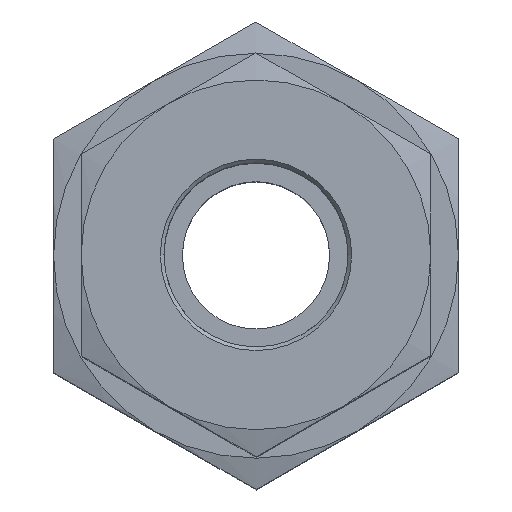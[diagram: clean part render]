
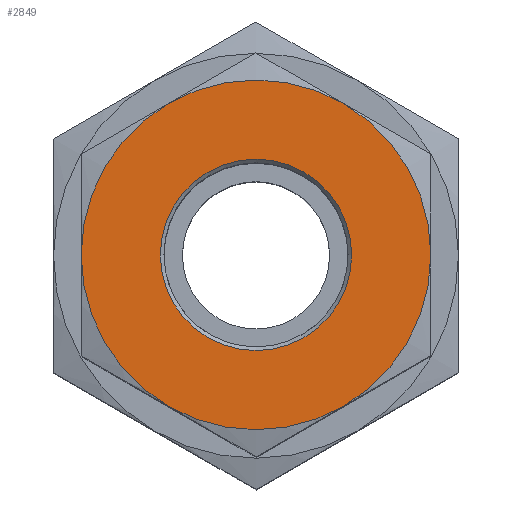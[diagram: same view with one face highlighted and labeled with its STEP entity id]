
A CAD part, top view. The second image highlights one B-rep face of the part: STEP entity #2849.
In plain terms, the highlighted planar face has unit normal (0, 0, 1).
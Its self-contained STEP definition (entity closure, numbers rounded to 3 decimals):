
#2753=CARTESIAN_POINT('',(5.2,0.,15.5));
#2754=VERTEX_POINT('',#2753);
#2755=CARTESIAN_POINT('',(0.0,0.0,15.5));
#2756=DIRECTION('',(0.0,0.0,1.0));
#2757=DIRECTION('',(-1.0,0.0,0.0));
#2758=AXIS2_PLACEMENT_3D('',#2755,#2756,#2757);
#2759=CIRCLE('',#2758,5.2);
#2760=EDGE_CURVE('',#2754,#2754,#2759,.T.);
#2785=CARTESIAN_POINT('',(0.,0.,15.5));
#2786=DIRECTION('',(0.0,0.0,1.0));
#2787=DIRECTION('',(1.0,0.0,0.0));
#2788=AXIS2_PLACEMENT_3D('',#2785,#2786,#2787);
#2789=PLANE('',#2788);
#2790=CARTESIAN_POINT('',(-4.75,-8.227,15.5));
#2791=VERTEX_POINT('',#2790);
#2792=CARTESIAN_POINT('',(4.75,-8.227,15.5));
#2793=VERTEX_POINT('',#2792);
#2794=CARTESIAN_POINT('',(0.0,0.0,15.5));
#2795=DIRECTION('',(0.0,0.0,1.0));
#2796=DIRECTION('',(-0.5,-0.866,0.0));
#2797=AXIS2_PLACEMENT_3D('',#2794,#2795,#2796);
#2798=CIRCLE('',#2797,9.5);
#2799=EDGE_CURVE('',#2791,#2793,#2798,.T.);
#2800=ORIENTED_EDGE('',*,*,#2799,.T.);
#2801=CARTESIAN_POINT('',(9.5,0.,15.5));
#2802=VERTEX_POINT('',#2801);
#2803=CARTESIAN_POINT('',(0.0,0.0,15.5));
#2804=DIRECTION('',(0.0,0.0,1.0));
#2805=DIRECTION('',(-0.5,-0.866,0.0));
#2806=AXIS2_PLACEMENT_3D('',#2803,#2804,#2805);
#2807=CIRCLE('',#2806,9.5);
#2808=EDGE_CURVE('',#2793,#2802,#2807,.T.);
#2809=ORIENTED_EDGE('',*,*,#2808,.T.);
#2810=CARTESIAN_POINT('',(4.75,8.227,15.5));
#2811=VERTEX_POINT('',#2810);
#2812=CARTESIAN_POINT('',(0.0,0.0,15.5));
#2813=DIRECTION('',(0.0,0.0,1.0));
#2814=DIRECTION('',(-0.5,-0.866,0.0));
#2815=AXIS2_PLACEMENT_3D('',#2812,#2813,#2814);
#2816=CIRCLE('',#2815,9.5);
#2817=EDGE_CURVE('',#2802,#2811,#2816,.T.);
#2818=ORIENTED_EDGE('',*,*,#2817,.T.);
#2819=CARTESIAN_POINT('',(-4.75,8.227,15.5));
#2820=VERTEX_POINT('',#2819);
#2821=CARTESIAN_POINT('',(0.0,0.0,15.5));
#2822=DIRECTION('',(0.0,0.0,1.0));
#2823=DIRECTION('',(-0.5,-0.866,0.0));
#2824=AXIS2_PLACEMENT_3D('',#2821,#2822,#2823);
#2825=CIRCLE('',#2824,9.5);
#2826=EDGE_CURVE('',#2811,#2820,#2825,.T.);
#2827=ORIENTED_EDGE('',*,*,#2826,.T.);
#2828=CARTESIAN_POINT('',(-9.5,0.0,15.5));
#2829=VERTEX_POINT('',#2828);
#2830=CARTESIAN_POINT('',(0.0,0.0,15.5));
#2831=DIRECTION('',(0.0,0.0,1.0));
#2832=DIRECTION('',(-0.5,-0.866,0.0));
#2833=AXIS2_PLACEMENT_3D('',#2830,#2831,#2832);
#2834=CIRCLE('',#2833,9.5);
#2835=EDGE_CURVE('',#2820,#2829,#2834,.T.);
#2836=ORIENTED_EDGE('',*,*,#2835,.T.);
#2837=CARTESIAN_POINT('',(0.0,0.0,15.5));
#2838=DIRECTION('',(0.0,0.0,1.0));
#2839=DIRECTION('',(-0.5,-0.866,0.0));
#2840=AXIS2_PLACEMENT_3D('',#2837,#2838,#2839);
#2841=CIRCLE('',#2840,9.5);
#2842=EDGE_CURVE('',#2829,#2791,#2841,.T.);
#2843=ORIENTED_EDGE('',*,*,#2842,.T.);
#2844=EDGE_LOOP('',(#2800,#2809,#2818,#2827,#2836,#2843));
#2845=FACE_OUTER_BOUND('',#2844,.T.);
#2846=ORIENTED_EDGE('',*,*,#2760,.F.);
#2847=EDGE_LOOP('',(#2846));
#2848=FACE_BOUND('',#2847,.T.);
#2849=ADVANCED_FACE('',(#2845,#2848),#2789,.T.);
